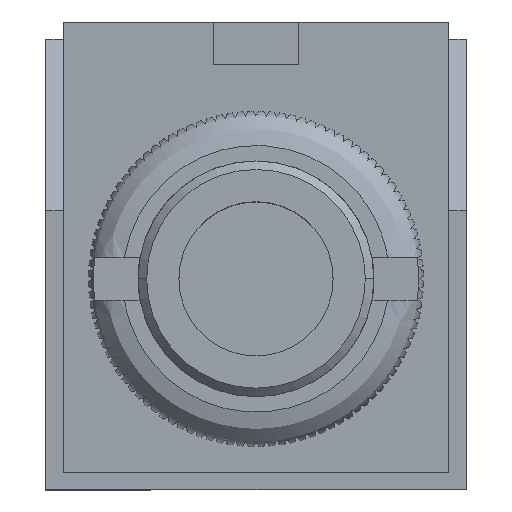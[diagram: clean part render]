
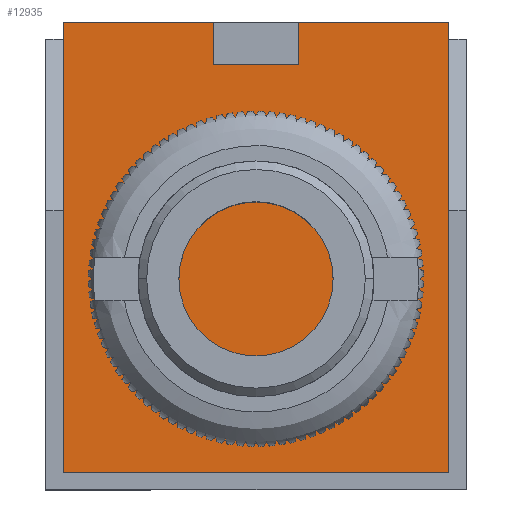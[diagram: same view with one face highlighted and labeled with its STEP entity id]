
A CAD part, top view. The second image highlights one B-rep face of the part: STEP entity #12935.
In plain terms, the highlighted planar face has unit normal (0, 0, 1).
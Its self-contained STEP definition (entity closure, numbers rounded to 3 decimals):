
#81 = DIRECTION ( 'NONE',  ( -1., 0., 0. ) ) ;
#157 = ORIENTED_EDGE ( 'NONE', *, *, #6284, .T. ) ;
#203 = ORIENTED_EDGE ( 'NONE', *, *, #11631, .T. ) ;
#423 = VERTEX_POINT ( 'NONE', #4415 ) ;
#465 = VERTEX_POINT ( 'NONE', #10022 ) ;
#1069 = CARTESIAN_POINT ( 'NONE',  ( -1., 5., -1. ) ) ;
#1351 = LINE ( 'NONE', #8259, #6535 ) ;
#1830 = CARTESIAN_POINT ( 'NONE',  ( 4.5, -4.5, -1. ) ) ;
#1990 = CARTESIAN_POINT ( 'NONE',  ( 4.5, 6., -1. ) ) ;
#2203 = EDGE_CURVE ( 'NONE', #465, #18403, #14978, .T. ) ;
#2342 = VECTOR ( 'NONE', #4602, 1000. ) ;
#2829 = EDGE_CURVE ( 'NONE', #14432, #7286, #20459, .T. ) ;
#2910 = CARTESIAN_POINT ( 'NONE',  ( 1., 5., -1. ) ) ;
#3684 = PLANE ( 'NONE',  #12136 ) ;
#3740 = ORIENTED_EDGE ( 'NONE', *, *, #2829, .F. ) ;
#3819 = ORIENTED_EDGE ( 'NONE', *, *, #18652, .F. ) ;
#4153 = DIRECTION ( 'NONE',  ( 0., 1., 0. ) ) ;
#4415 = CARTESIAN_POINT ( 'NONE',  ( -1., 5., -1. ) ) ;
#4602 = DIRECTION ( 'NONE',  ( 0., 1., 0. ) ) ;
#4762 = CARTESIAN_POINT ( 'NONE',  ( 4.5, 6., -1. ) ) ;
#4931 = LINE ( 'NONE', #8063, #6469 ) ;
#5283 = VECTOR ( 'NONE', #19899, 1000. ) ;
#5430 = EDGE_CURVE ( 'NONE', #18403, #16188, #17594, .T. ) ;
#6213 = ORIENTED_EDGE ( 'NONE', *, *, #5430, .T. ) ;
#6284 = EDGE_CURVE ( 'NONE', #17292, #465, #1351, .T. ) ;
#6331 = DIRECTION ( 'NONE',  ( -1., 0., 0. ) ) ;
#6469 = VECTOR ( 'NONE', #6331, 1000. ) ;
#6535 = VECTOR ( 'NONE', #8364, 1000. ) ;
#6816 = CARTESIAN_POINT ( 'NONE',  ( 4.5, -4.5, -1. ) ) ;
#6919 = CARTESIAN_POINT ( 'NONE',  ( 4.5, 6., -1. ) ) ;
#7286 = VERTEX_POINT ( 'NONE', #19721 ) ;
#8063 = CARTESIAN_POINT ( 'NONE',  ( 4.5, 5., -1. ) ) ;
#8259 = CARTESIAN_POINT ( 'NONE',  ( -4.5, -4.5, -1. ) ) ;
#8364 = DIRECTION ( 'NONE',  ( 0., -1., 0. ) ) ;
#8541 = CARTESIAN_POINT ( 'NONE',  ( 4.5, -4.5, -1. ) ) ;
#9299 = LINE ( 'NONE', #1069, #17731 ) ;
#9363 = CARTESIAN_POINT ( 'NONE',  ( 4.5, 6., -1. ) ) ;
#9498 = CARTESIAN_POINT ( 'NONE',  ( -4.5, 6., -1. ) ) ;
#9783 = VERTEX_POINT ( 'NONE', #20209 ) ;
#9804 = EDGE_LOOP ( 'NONE', ( #15962, #157, #16362, #6213, #203, #3740, #19485, #3819 ) ) ;
#10022 = CARTESIAN_POINT ( 'NONE',  ( -4.5, -4.5, -1. ) ) ;
#11631 = EDGE_CURVE ( 'NONE', #16188, #7286, #18773, .T. ) ;
#12001 = DIRECTION ( 'NONE',  ( 0., 0., 1. ) ) ;
#12136 = AXIS2_PLACEMENT_3D ( 'NONE', #8541, #12001, #15089 ) ;
#12935 = ADVANCED_FACE ( 'NONE', ( #18511 ), #3684, .T. ) ;
#14195 = EDGE_CURVE ( 'NONE', #9783, #17292, #16668, .T. ) ;
#14432 = VERTEX_POINT ( 'NONE', #2910 ) ;
#14978 = LINE ( 'NONE', #6816, #5283 ) ;
#15089 = DIRECTION ( 'NONE',  ( 1., 0., 0. ) ) ;
#15641 = EDGE_CURVE ( 'NONE', #14432, #423, #4931, .T. ) ;
#15962 = ORIENTED_EDGE ( 'NONE', *, *, #14195, .T. ) ;
#16188 = VERTEX_POINT ( 'NONE', #4762 ) ;
#16362 = ORIENTED_EDGE ( 'NONE', *, *, #2203, .T. ) ;
#16668 = LINE ( 'NONE', #6919, #20923 ) ;
#17292 = VERTEX_POINT ( 'NONE', #9498 ) ;
#17349 = VECTOR ( 'NONE', #18562, 1000. ) ;
#17594 = LINE ( 'NONE', #9363, #2342 ) ;
#17731 = VECTOR ( 'NONE', #21129, 1000. ) ;
#17972 = VECTOR ( 'NONE', #4153, 1000. ) ;
#18403 = VERTEX_POINT ( 'NONE', #1830 ) ;
#18511 = FACE_OUTER_BOUND ( 'NONE', #9804, .T. ) ;
#18562 = DIRECTION ( 'NONE',  ( -1., 0., 0. ) ) ;
#18652 = EDGE_CURVE ( 'NONE', #9783, #423, #9299, .T. ) ;
#18773 = LINE ( 'NONE', #1990, #17349 ) ;
#19485 = ORIENTED_EDGE ( 'NONE', *, *, #15641, .T. ) ;
#19721 = CARTESIAN_POINT ( 'NONE',  ( 1., 6., -1. ) ) ;
#19899 = DIRECTION ( 'NONE',  ( 1., 0., 0. ) ) ;
#20209 = CARTESIAN_POINT ( 'NONE',  ( -1., 6., -1. ) ) ;
#20249 = CARTESIAN_POINT ( 'NONE',  ( 1., 7., -1. ) ) ;
#20459 = LINE ( 'NONE', #20249, #17972 ) ;
#20923 = VECTOR ( 'NONE', #81, 1000. ) ;
#21129 = DIRECTION ( 'NONE',  ( 0., -1., 0. ) ) ;
